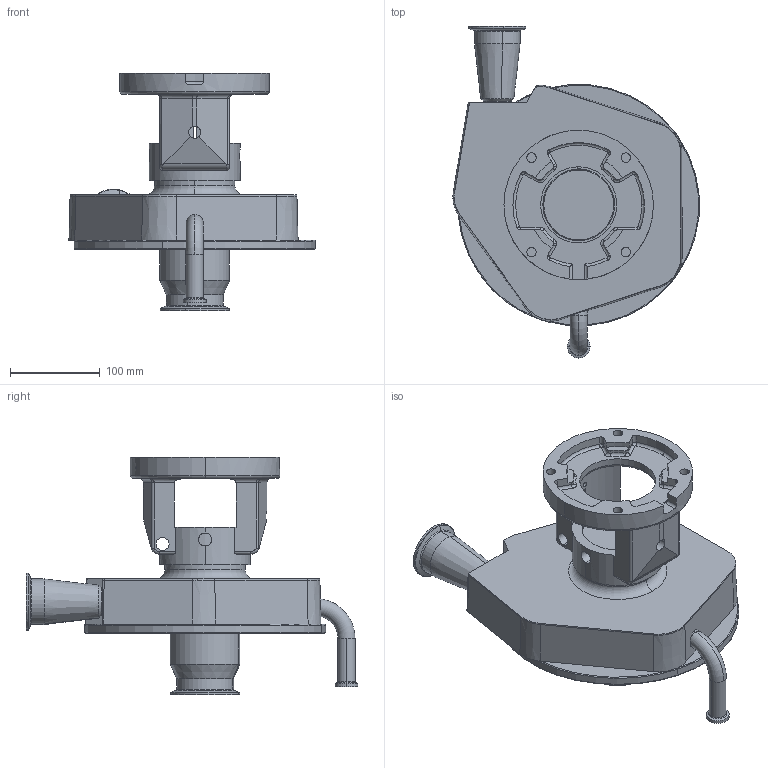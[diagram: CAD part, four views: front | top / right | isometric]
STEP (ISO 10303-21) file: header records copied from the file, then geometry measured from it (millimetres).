
FILE_DESCRIPTION (( 'STEP AP214' ), '1' );
FILE_NAME ('FPR 1741-1742 140TC VERT 3-4 IN ELBOW FRONT DRAIN.STEP', '2023-01-11T17:44:30', ( '' ), ( '' ), 'SwSTEP 2.0', 'SolidWorks 2021', '' );
FILE_SCHEMA (( 'AUTOMOTIVE_DESIGN' ));
Length unit declared in the file: millimetre
Products named in the file (1): FPR 1741-1742 140TC VERT 3-4 IN ELBOW FRONT DRAIN
Bounding box: 275.09 x 370.7 x 265.5 mm (x, y, z)
Volume: 2703165.8 mm3; surface area: 485723.3 mm2
Topology: 1 solids, 6 shells, 468 faces, 1123 edges, 660 vertices
Faces by surface type: cylinder 183, torus 114, plane 86, cone 75, bspline 7, sphere 3
Entity records: 15400 total; most frequent: CARTESIAN_POINT 4369, DIRECTION 2528, ORIENTED_EDGE 2210, EDGE_CURVE 1105, AXIS2_PLACEMENT_3D 1069, VERTEX_POINT 660, CIRCLE 607, EDGE_LOOP 509
